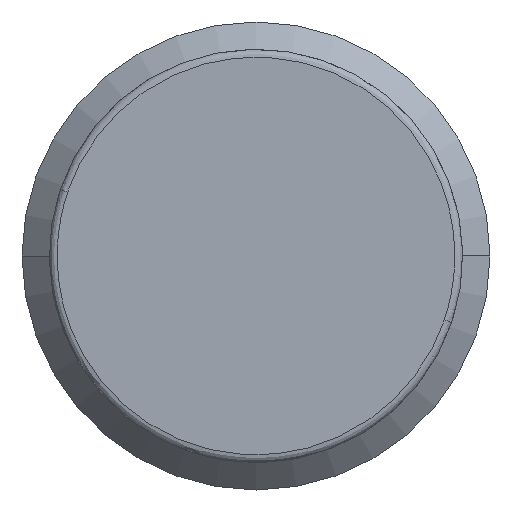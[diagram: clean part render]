
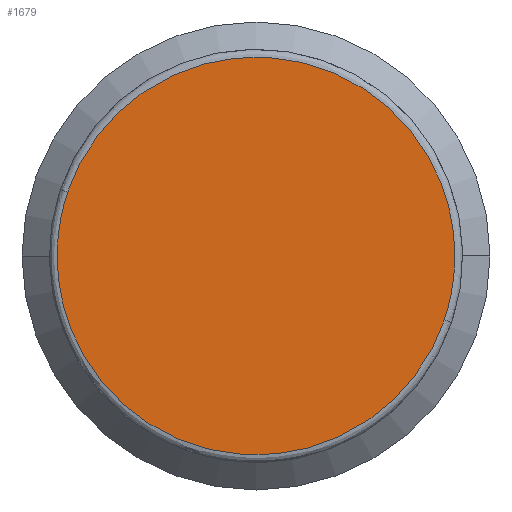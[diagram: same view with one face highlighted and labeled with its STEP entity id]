
A CAD part, left-side view. The second image highlights one B-rep face of the part: STEP entity #1679.
In plain terms, the highlighted planar face has unit normal (-1, 0, 0).
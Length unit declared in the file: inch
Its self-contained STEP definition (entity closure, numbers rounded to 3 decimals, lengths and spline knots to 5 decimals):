
#264 = CARTESIAN_POINT ( 'NONE',  ( -0.07874, -0.19012, -0.06457 ) ) ;
#454 = CARTESIAN_POINT ( 'NONE',  ( -0.07874, 0.06098, 0.44481 ) ) ;
#464 = ORIENTED_EDGE ( 'NONE', *, *, #578, .F. ) ;
#470 = CARTESIAN_POINT ( 'NONE',  ( -0.07874, 0.19012, 0.06457 ) ) ;
#578 = EDGE_CURVE ( 'NONE', #1726, #1411, #1078, .T. ) ;
#1041 = CARTESIAN_POINT ( 'NONE',  ( -0.07874, 0.31927, -0.31567 ) ) ;
#1078 =( BOUNDED_CURVE ( )  B_SPLINE_CURVE ( 3, ( #2693, #454, #2933, #3179 ),
 .UNSPECIFIED., .F., .F. ) 
 B_SPLINE_CURVE_WITH_KNOTS ( ( 4, 4 ),
 ( 0., 0.5 ),
 .UNSPECIFIED. ) 
 CURVE ( )  GEOMETRIC_REPRESENTATION_ITEM ( )  RATIONAL_B_SPLINE_CURVE ( ( 1., 0.333, 0.333, 1. ) ) 
 REPRESENTATION_ITEM ( '' )  );
#1264 = CARTESIAN_POINT ( 'NONE',  ( -0.07874, -0.19012, -0.06457 ) ) ;
#1306 = EDGE_CURVE ( 'NONE', #1411, #1726, #1776, .T. ) ;
#1333 = PLANE ( 'NONE',  #2789 ) ;
#1411 = VERTEX_POINT ( 'NONE', #264 ) ;
#1667 = ORIENTED_EDGE ( 'NONE', *, *, #1306, .F. ) ;
#1679 = ADVANCED_FACE ( 'NONE', ( #2547 ), #1333, .F. ) ;
#1726 = VERTEX_POINT ( 'NONE', #470 ) ;
#1751 = CARTESIAN_POINT ( 'NONE',  ( -0.07874, -0.06098, -0.44481 ) ) ;
#1776 =( BOUNDED_CURVE ( )  B_SPLINE_CURVE ( 3, ( #1264, #1751, #1041, #1783 ),
 .UNSPECIFIED., .F., .F. ) 
 B_SPLINE_CURVE_WITH_KNOTS ( ( 4, 4 ),
 ( 0.5, 1. ),
 .UNSPECIFIED. ) 
 CURVE ( )  GEOMETRIC_REPRESENTATION_ITEM ( )  RATIONAL_B_SPLINE_CURVE ( ( 1., 0.333, 0.333, 1. ) ) 
 REPRESENTATION_ITEM ( '' )  );
#1783 = CARTESIAN_POINT ( 'NONE',  ( -0.07874, 0.19012, 0.06457 ) ) ;
#2004 = EDGE_LOOP ( 'NONE', ( #464, #1667 ) ) ;
#2082 = CARTESIAN_POINT ( 'NONE',  ( -0.07874, 0., 0. ) ) ;
#2329 = DIRECTION ( 'NONE',  ( 1., 0., 0. ) ) ;
#2547 = FACE_OUTER_BOUND ( 'NONE', #2004, .T. ) ;
#2693 = CARTESIAN_POINT ( 'NONE',  ( -0.07874, 0.19012, 0.06457 ) ) ;
#2789 = AXIS2_PLACEMENT_3D ( 'NONE', #2082, #2329, #3073 ) ;
#2933 = CARTESIAN_POINT ( 'NONE',  ( -0.07874, -0.31927, 0.31567 ) ) ;
#3073 = DIRECTION ( 'NONE',  ( 0., 0.947, 0.322 ) ) ;
#3179 = CARTESIAN_POINT ( 'NONE',  ( -0.07874, -0.19012, -0.06457 ) ) ;
